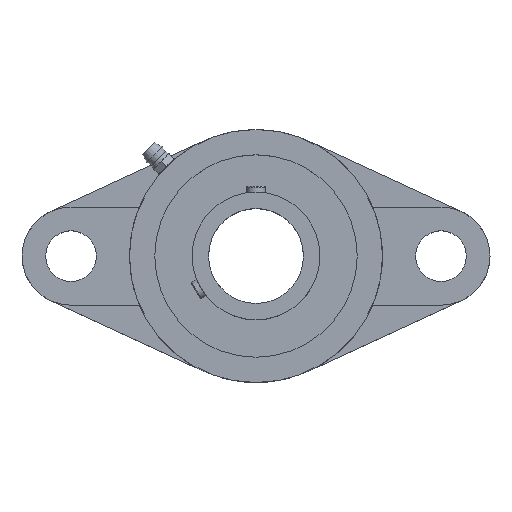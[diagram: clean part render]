
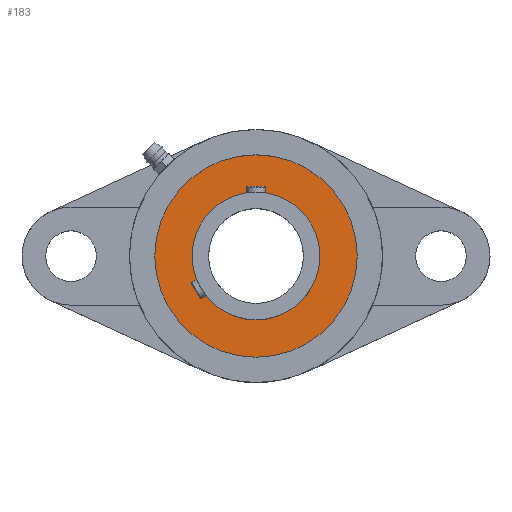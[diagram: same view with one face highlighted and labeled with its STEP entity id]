
A CAD part, top view. The second image highlights one B-rep face of the part: STEP entity #183.
In plain terms, the highlighted planar face has unit normal (0, 0, 1).
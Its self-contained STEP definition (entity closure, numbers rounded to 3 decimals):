
#183 = ADVANCED_FACE( '', ( #415, #416 ), #417, .T. );
#415 = FACE_BOUND( '', #705, .T. );
#416 = FACE_OUTER_BOUND( '', #706, .T. );
#417 = PLANE( '', #707 );
#705 = EDGE_LOOP( '', ( #1086 ) );
#706 = EDGE_LOOP( '', ( #1087 ) );
#707 = AXIS2_PLACEMENT_3D( '', #1088, #1089, #1090 );
#1086 = ORIENTED_EDGE( '', *, *, #1629, .T. );
#1087 = ORIENTED_EDGE( '', *, *, #1630, .F. );
#1088 = CARTESIAN_POINT( '', ( 0., 32., 26.35 ) );
#1089 = DIRECTION( '', ( 0., 0., 1. ) );
#1090 = DIRECTION( '', ( 1., 0., 0. ) );
#1629 = EDGE_CURVE( '', #1934, #1934, #1935, .T. );
#1630 = EDGE_CURVE( '', #1936, #1936, #1937, .T. );
#1934 = VERTEX_POINT( '', #2590 );
#1935 = CIRCLE( '', #2591, 20.2 );
#1936 = VERTEX_POINT( '', #2592 );
#1937 = CIRCLE( '', #2593, 32. );
#2590 = CARTESIAN_POINT( '', ( -20.2, 0., 26.35 ) );
#2591 = AXIS2_PLACEMENT_3D( '', #3079, #3080, #3081 );
#2592 = CARTESIAN_POINT( '', ( -32., 0., 26.35 ) );
#2593 = AXIS2_PLACEMENT_3D( '', #3082, #3083, #3084 );
#3079 = CARTESIAN_POINT( '', ( 0., 0., 26.35 ) );
#3080 = DIRECTION( '', ( 0., 0., -1. ) );
#3081 = DIRECTION( '', ( -1., 0., 0. ) );
#3082 = CARTESIAN_POINT( '', ( 0., 0., 26.35 ) );
#3083 = DIRECTION( '', ( 0., 0., -1. ) );
#3084 = DIRECTION( '', ( -1., 0., 0. ) );
